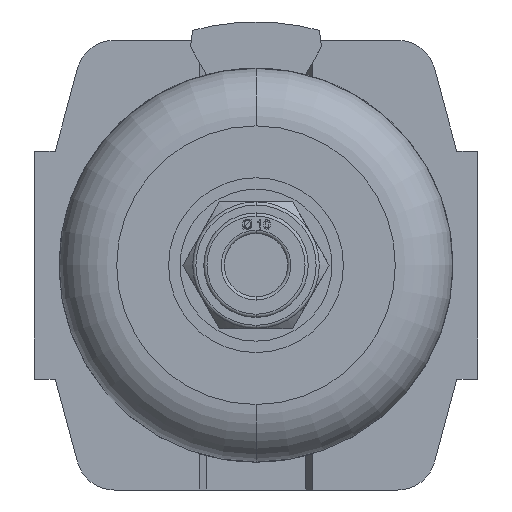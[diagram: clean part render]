
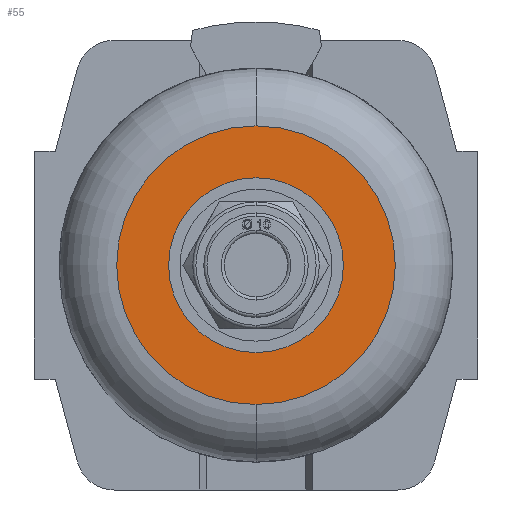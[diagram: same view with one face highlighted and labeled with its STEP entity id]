
A CAD part, front view. The second image highlights one B-rep face of the part: STEP entity #55.
In plain terms, the highlighted planar face has unit normal (0, -1, 0).
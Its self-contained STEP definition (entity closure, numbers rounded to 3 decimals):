
#23 = EDGE_CURVE ( 'NONE', #1601, #4525, #40, .T. ) ;
#40 = CIRCLE ( 'NONE', #1160, 22. ) ;
#55 = ADVANCED_FACE ( 'NONE', ( #4550, #4267 ), #2956, .F. ) ;
#92 = EDGE_CURVE ( 'NONE', #679, #3198, #1341, .T. ) ;
#679 = VERTEX_POINT ( 'NONE', #5493 ) ;
#685 = EDGE_CURVE ( 'NONE', #3198, #679, #3885, .T. ) ;
#828 = ORIENTED_EDGE ( 'NONE', *, *, #23, .F. ) ;
#874 = DIRECTION ( 'NONE',  ( 0., 0., 1. ) ) ;
#997 = DIRECTION ( 'NONE',  ( 0., 1., 0. ) ) ;
#1004 = CARTESIAN_POINT ( 'NONE',  ( 13.8, -152.7, 0. ) ) ;
#1160 = AXIS2_PLACEMENT_3D ( 'NONE', #2805, #5083, #1356 ) ;
#1210 = DIRECTION ( 'NONE',  ( 0., 0., 1. ) ) ;
#1279 = DIRECTION ( 'NONE',  ( 0., 0., 1. ) ) ;
#1341 = CIRCLE ( 'NONE', #5815, 13.8 ) ;
#1356 = DIRECTION ( 'NONE',  ( 0., 0., 1. ) ) ;
#1380 = ORIENTED_EDGE ( 'NONE', *, *, #92, .T. ) ;
#1601 = VERTEX_POINT ( 'NONE', #2388 ) ;
#1864 = ORIENTED_EDGE ( 'NONE', *, *, #5533, .F. ) ;
#2088 = AXIS2_PLACEMENT_3D ( 'NONE', #4801, #4786, #6783 ) ;
#2365 = AXIS2_PLACEMENT_3D ( 'NONE', #1004, #2617, #874 ) ;
#2388 = CARTESIAN_POINT ( 'NONE',  ( 0., -152.7, -22. ) ) ;
#2407 = CIRCLE ( 'NONE', #5379, 22. ) ;
#2598 = CARTESIAN_POINT ( 'NONE',  ( 0., -152.7, 0. ) ) ;
#2617 = DIRECTION ( 'NONE',  ( 0., 1., 0. ) ) ;
#2624 = CARTESIAN_POINT ( 'NONE',  ( 0., -152.7, 22. ) ) ;
#2805 = CARTESIAN_POINT ( 'NONE',  ( 0., -152.7, 0. ) ) ;
#2956 = PLANE ( 'NONE',  #2365 ) ;
#3198 = VERTEX_POINT ( 'NONE', #5557 ) ;
#3251 = ORIENTED_EDGE ( 'NONE', *, *, #685, .T. ) ;
#3307 = EDGE_LOOP ( 'NONE', ( #1864, #828 ) ) ;
#3885 = CIRCLE ( 'NONE', #2088, 13.8 ) ;
#4217 = EDGE_LOOP ( 'NONE', ( #1380, #3251 ) ) ;
#4267 = FACE_BOUND ( 'NONE', #4217, .T. ) ;
#4525 = VERTEX_POINT ( 'NONE', #2624 ) ;
#4550 = FACE_OUTER_BOUND ( 'NONE', #3307, .T. ) ;
#4786 = DIRECTION ( 'NONE',  ( 0., 1., 0. ) ) ;
#4801 = CARTESIAN_POINT ( 'NONE',  ( 0., -152.7, 0. ) ) ;
#5083 = DIRECTION ( 'NONE',  ( 0., 1., 0. ) ) ;
#5379 = AXIS2_PLACEMENT_3D ( 'NONE', #2598, #997, #1279 ) ;
#5493 = CARTESIAN_POINT ( 'NONE',  ( 0., -152.7, 13.8 ) ) ;
#5533 = EDGE_CURVE ( 'NONE', #4525, #1601, #2407, .T. ) ;
#5557 = CARTESIAN_POINT ( 'NONE',  ( 0., -152.7, -13.8 ) ) ;
#5670 = CARTESIAN_POINT ( 'NONE',  ( 0., -152.7, 0. ) ) ;
#5701 = DIRECTION ( 'NONE',  ( 0., 1., 0. ) ) ;
#5815 = AXIS2_PLACEMENT_3D ( 'NONE', #5670, #5701, #1210 ) ;
#6783 = DIRECTION ( 'NONE',  ( 0., 0., 1. ) ) ;
